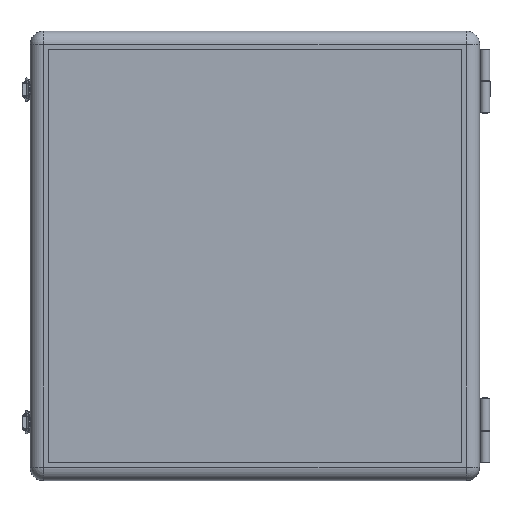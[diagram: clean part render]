
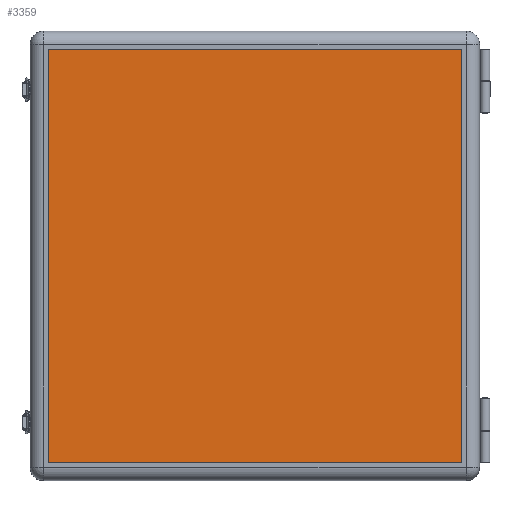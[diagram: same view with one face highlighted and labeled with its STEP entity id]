
A CAD part, top view. The second image highlights one B-rep face of the part: STEP entity #3359.
In plain terms, the highlighted face is planar.
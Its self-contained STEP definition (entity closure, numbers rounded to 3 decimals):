
#3359 = ADVANCED_FACE ( 'NONE', ( #63760 ), #63762, .F. ) ;
#8724 = CARTESIAN_POINT ( 'NONE',  ( -230., -230., 0. ) ) ;
#8733 = CARTESIAN_POINT ( 'NONE',  ( 230., -230., 0. ) ) ;
#8808 = CARTESIAN_POINT ( 'NONE',  ( -230., 230., 0. ) ) ;
#9183 = CARTESIAN_POINT ( 'NONE',  ( 230., 230., 0. ) ) ;
#20702 = ORIENTED_EDGE ( 'NONE', *, *, #59693, .F. ) ;
#20703 = ORIENTED_EDGE ( 'NONE', *, *, #59697, .F. ) ;
#20704 = ORIENTED_EDGE ( 'NONE', *, *, #59702, .F. ) ;
#20705 = ORIENTED_EDGE ( 'NONE', *, *, #59699, .F. ) ;
#27602 = VERTEX_POINT ( 'NONE', #8724 ) ;
#27611 = VERTEX_POINT ( 'NONE', #8733 ) ;
#27686 = VERTEX_POINT ( 'NONE', #8808 ) ;
#28061 = VERTEX_POINT ( 'NONE', #9183 ) ;
#31231 = VECTOR ( 'NONE', #34101, 1000. ) ;
#31266 = VECTOR ( 'NONE', #34112, 1000. ) ;
#31268 = VECTOR ( 'NONE', #34118, 1000. ) ;
#31271 = VECTOR ( 'NONE', #34127, 1000. ) ;
#33967 = LINE ( 'NONE', #34099, #31231 ) ;
#34099 = CARTESIAN_POINT ( 'NONE',  ( -233.5, 230., 0. ) ) ;
#34101 = DIRECTION ( 'NONE',  ( -1., 0., 0. ) ) ;
#34110 = LINE ( 'NONE', #34111, #31266 ) ;
#34111 = CARTESIAN_POINT ( 'NONE',  ( 230., -233.5, 0. ) ) ;
#34112 = DIRECTION ( 'NONE',  ( 0., 1., 0. ) ) ;
#34116 = LINE ( 'NONE', #34117, #31268 ) ;
#34117 = CARTESIAN_POINT ( 'NONE',  ( -230., -233.5, 0. ) ) ;
#34118 = DIRECTION ( 'NONE',  ( 0., -1., 0. ) ) ;
#34125 = LINE ( 'NONE', #34126, #31271 ) ;
#34126 = CARTESIAN_POINT ( 'NONE',  ( -233.5, -230., 0. ) ) ;
#34127 = DIRECTION ( 'NONE',  ( 1., 0., 0. ) ) ;
#44532 = AXIS2_PLACEMENT_3D ( 'NONE', #63748, #63764, #63765 ) ;
#54015 = EDGE_LOOP ( 'NONE', ( #20702, #20703, #20704, #20705 ) ) ;
#59693 = EDGE_CURVE ( 'NONE', #28061, #27686, #33967, .T. ) ;
#59697 = EDGE_CURVE ( 'NONE', #27611, #28061, #34110, .T. ) ;
#59699 = EDGE_CURVE ( 'NONE', #27686, #27602, #34116, .T. ) ;
#59702 = EDGE_CURVE ( 'NONE', #27602, #27611, #34125, .T. ) ;
#63748 = CARTESIAN_POINT ( 'NONE',  ( -233.5, -233.5, 0. ) ) ;
#63760 = FACE_OUTER_BOUND ( 'NONE', #54015, .T. ) ;
#63762 = PLANE ( 'NONE',  #44532 ) ;
#63764 = DIRECTION ( 'NONE',  ( 0., 0., 1. ) ) ;
#63765 = DIRECTION ( 'NONE',  ( 1., 0., 0. ) ) ;
